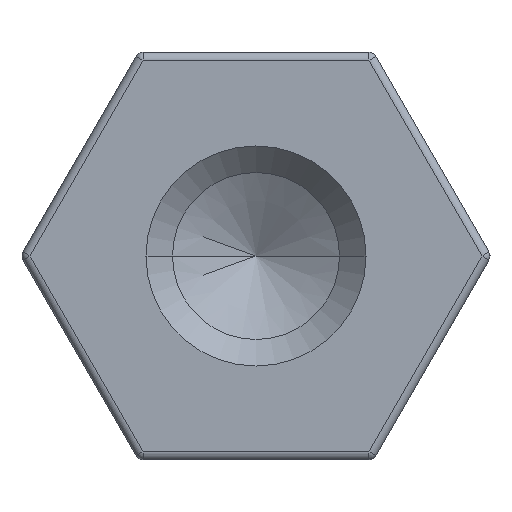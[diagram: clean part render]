
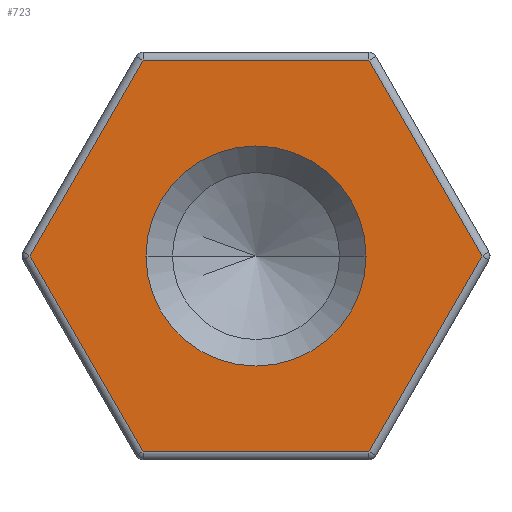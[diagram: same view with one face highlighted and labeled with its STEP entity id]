
A CAD part, left-side view. The second image highlights one B-rep face of the part: STEP entity #723.
In plain terms, the highlighted planar face has unit normal (-1, 0, 0).
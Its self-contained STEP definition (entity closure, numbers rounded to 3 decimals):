
#2 = EDGE_LOOP ( 'NONE', ( #1412, #548 ) ) ;
#3 = CARTESIAN_POINT ( 'NONE',  ( 0., -2.078, -1.2 ) ) ;
#21 = FACE_BOUND ( 'NONE', #2, .T. ) ;
#36 = DIRECTION ( 'NONE',  ( 0., -1., 0. ) ) ;
#158 = AXIS2_PLACEMENT_3D ( 'NONE', #276, #253, #250 ) ;
#161 = LINE ( 'NONE', #834, #1042 ) ;
#163 = CARTESIAN_POINT ( 'NONE',  ( 0., -1.35, 0. ) ) ;
#176 = CARTESIAN_POINT ( 'NONE',  ( 0., 1.386, -2.4 ) ) ;
#202 = LINE ( 'NONE', #553, #1296 ) ;
#226 = EDGE_CURVE ( 'NONE', #950, #636, #1354, .T. ) ;
#250 = DIRECTION ( 'NONE',  ( 0., 1., 0. ) ) ;
#251 = DIRECTION ( 'NONE',  ( 1., 0., 0. ) ) ;
#253 = DIRECTION ( 'NONE',  ( 1., 0., 0. ) ) ;
#276 = CARTESIAN_POINT ( 'NONE',  ( 0., 0., 0. ) ) ;
#319 = DIRECTION ( 'NONE',  ( 0., -0.5, 0.866 ) ) ;
#398 = ORIENTED_EDGE ( 'NONE', *, *, #419, .T. ) ;
#402 = EDGE_CURVE ( 'NONE', #523, #1369, #202, .T. ) ;
#403 = EDGE_CURVE ( 'NONE', #1019, #523, #494, .T. ) ;
#412 = VERTEX_POINT ( 'NONE', #176 ) ;
#413 = EDGE_CURVE ( 'NONE', #1369, #412, #1263, .T. ) ;
#419 = EDGE_CURVE ( 'NONE', #1195, #1019, #161, .T. ) ;
#430 = EDGE_CURVE ( 'NONE', #636, #950, #716, .T. ) ;
#443 = ORIENTED_EDGE ( 'NONE', *, *, #402, .T. ) ;
#448 = EDGE_LOOP ( 'NONE', ( #398, #1357, #443, #481, #689, #536 ) ) ;
#481 = ORIENTED_EDGE ( 'NONE', *, *, #413, .T. ) ;
#486 = CARTESIAN_POINT ( 'NONE',  ( 0., 1.386, 2.4 ) ) ;
#494 = LINE ( 'NONE', #1089, #1215 ) ;
#523 = VERTEX_POINT ( 'NONE', #486 ) ;
#536 = ORIENTED_EDGE ( 'NONE', *, *, #595, .T. ) ;
#548 = ORIENTED_EDGE ( 'NONE', *, *, #226, .T. ) ;
#553 = CARTESIAN_POINT ( 'NONE',  ( 0., 2.078, 1.2 ) ) ;
#571 = AXIS2_PLACEMENT_3D ( 'NONE', #960, #957, #953 ) ;
#590 = EDGE_CURVE ( 'NONE', #412, #1002, #664, .T. ) ;
#593 = CARTESIAN_POINT ( 'NONE',  ( 0., 0., -2.4 ) ) ;
#595 = EDGE_CURVE ( 'NONE', #1002, #1195, #1192, .T. ) ;
#629 = VECTOR ( 'NONE', #36, 1000. ) ;
#636 = VERTEX_POINT ( 'NONE', #1293 ) ;
#664 = LINE ( 'NONE', #593, #629 ) ;
#681 = FACE_OUTER_BOUND ( 'NONE', #448, .T. ) ;
#689 = ORIENTED_EDGE ( 'NONE', *, *, #590, .T. ) ;
#696 = CARTESIAN_POINT ( 'NONE',  ( 0., -1.386, 2.4 ) ) ;
#716 = CIRCLE ( 'NONE', #571, 1.35 ) ;
#717 = CARTESIAN_POINT ( 'NONE',  ( 0., 0., 0. ) ) ;
#723 = ADVANCED_FACE ( 'NONE', ( #681, #21 ), #1419, .F. ) ;
#814 = AXIS2_PLACEMENT_3D ( 'NONE', #717, #251, #1049 ) ;
#834 = CARTESIAN_POINT ( 'NONE',  ( 0., -2.078, 1.2 ) ) ;
#840 = DIRECTION ( 'NONE',  ( 0., 0.5, 0.866 ) ) ;
#941 = DIRECTION ( 'NONE',  ( 0., 1., 0. ) ) ;
#950 = VERTEX_POINT ( 'NONE', #163 ) ;
#953 = DIRECTION ( 'NONE',  ( 0., 1., 0. ) ) ;
#957 = DIRECTION ( 'NONE',  ( 1., 0., 0. ) ) ;
#960 = CARTESIAN_POINT ( 'NONE',  ( 0., 0., 0. ) ) ;
#978 = DIRECTION ( 'NONE',  ( 0., -0.5, -0.866 ) ) ;
#989 = CARTESIAN_POINT ( 'NONE',  ( 0., 2.078, -1.2 ) ) ;
#991 = DIRECTION ( 'NONE',  ( 0., 0.5, -0.866 ) ) ;
#998 = CARTESIAN_POINT ( 'NONE',  ( 0., -1.386, -2.4 ) ) ;
#1002 = VERTEX_POINT ( 'NONE', #998 ) ;
#1014 = VECTOR ( 'NONE', #978, 1000. ) ;
#1019 = VERTEX_POINT ( 'NONE', #696 ) ;
#1042 = VECTOR ( 'NONE', #840, 1000. ) ;
#1049 = DIRECTION ( 'NONE',  ( 0., 1., 0. ) ) ;
#1057 = CARTESIAN_POINT ( 'NONE',  ( 0., 2.771, 0. ) ) ;
#1089 = CARTESIAN_POINT ( 'NONE',  ( 0., 0., 2.4 ) ) ;
#1192 = LINE ( 'NONE', #3, #1408 ) ;
#1195 = VERTEX_POINT ( 'NONE', #1276 ) ;
#1215 = VECTOR ( 'NONE', #941, 1000. ) ;
#1263 = LINE ( 'NONE', #989, #1014 ) ;
#1276 = CARTESIAN_POINT ( 'NONE',  ( 0., -2.771, 0. ) ) ;
#1293 = CARTESIAN_POINT ( 'NONE',  ( 0., 1.35, 0. ) ) ;
#1296 = VECTOR ( 'NONE', #991, 1000. ) ;
#1354 = CIRCLE ( 'NONE', #158, 1.35 ) ;
#1357 = ORIENTED_EDGE ( 'NONE', *, *, #403, .T. ) ;
#1369 = VERTEX_POINT ( 'NONE', #1057 ) ;
#1408 = VECTOR ( 'NONE', #319, 1000. ) ;
#1412 = ORIENTED_EDGE ( 'NONE', *, *, #430, .T. ) ;
#1419 = PLANE ( 'NONE',  #814 ) ;
